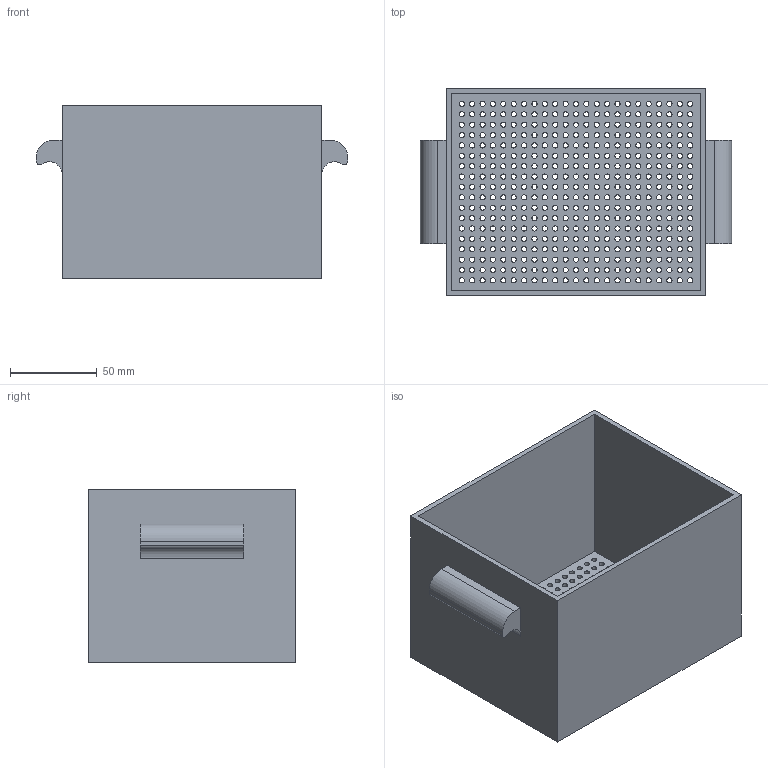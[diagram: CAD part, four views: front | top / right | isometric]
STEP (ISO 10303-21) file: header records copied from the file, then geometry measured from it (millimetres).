
FILE_DESCRIPTION( ('This file contains a STEP AP42 implementation' ,'as created by ZW3D STEP Interface translator.' ,'') ,'2;1' );
FILE_NAME( '集肉皿.ipt.stp' ,'251027.114726', (''), ('ZWCAD Software Co.'), 'Version 1.0', 'ZW3D to STEP translator', '' );
FILE_SCHEMA(('AUTOMOTIVE_DESIGN { 1 0 10303 214 1 1 1 1 }'));
Length unit declared in the file: millimetre
Products named in the file (1): 0
Bounding box: 180 x 120 x 100 mm (x, y, z)
Volume: 221018.3 mm3; surface area: 149493.1 mm2
Topology: 1 solids, 1 shells, 439 faces, 2130 edges, 1696 vertices
Faces by surface type: cylinder 420, plane 19
Full cylindrical faces by diameter (mm): 3 x414
Entity records: 25611 total; most frequent: DIRECTION 4678, CARTESIAN_POINT 4266, ORIENTED_EDGE 4260, EDGE_CURVE 2130, AXIS2_PLACEMENT_3D 2108, VERTEX_POINT 1696, CIRCLE 1668, EDGE_LOOP 1270
